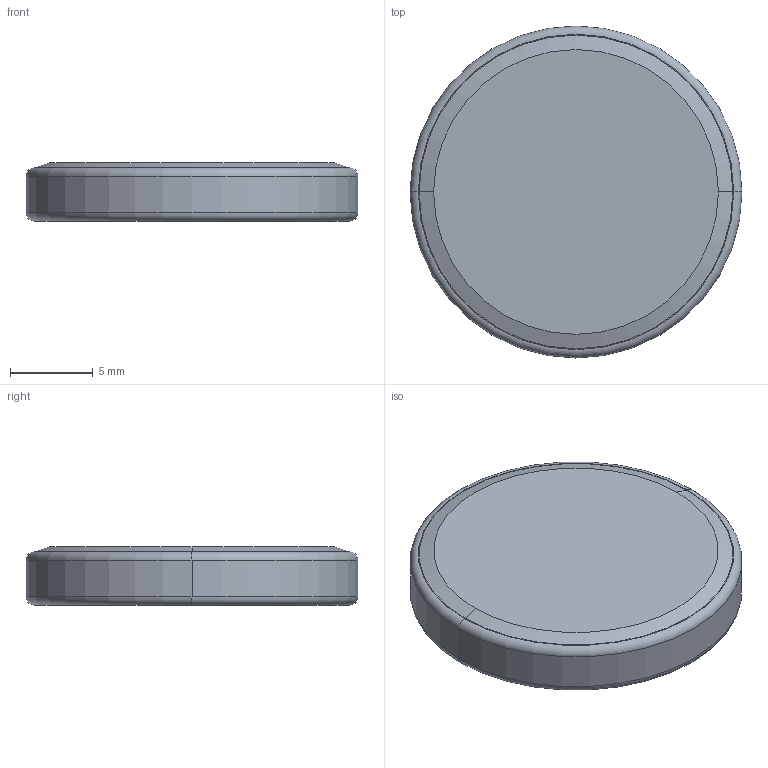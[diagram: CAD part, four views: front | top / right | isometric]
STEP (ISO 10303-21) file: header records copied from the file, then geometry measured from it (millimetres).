
FILE_DESCRIPTION (( 'STEP AP214' ), '1' );
FILE_NAME ('CR2032 battery .STEP', '2022-09-28T16:22:58', ( '' ), ( '' ), 'SwSTEP 2.0', 'SolidWorks 2019', '' );
FILE_SCHEMA (( 'AUTOMOTIVE_DESIGN' ));
Length unit declared in the file: millimetre
Products named in the file (1): CR2032 battery 
Bounding box: 20 x 20 x 3.5 mm (x, y, z)
Volume: 1072.6 mm3; surface area: 820.6 mm2
Topology: 1 solids, 1 shells, 135 faces, 359 edges, 238 vertices
Faces by surface type: plane 64, bspline 63, torus 4, cone 2, cylinder 2
Entity records: 7813 total; most frequent: CARTESIAN_POINT 4836, ORIENTED_EDGE 718, DIRECTION 395, EDGE_CURVE 359, VERTEX_POINT 238, VECTOR 217, LINE 217, EDGE_LOOP 147
